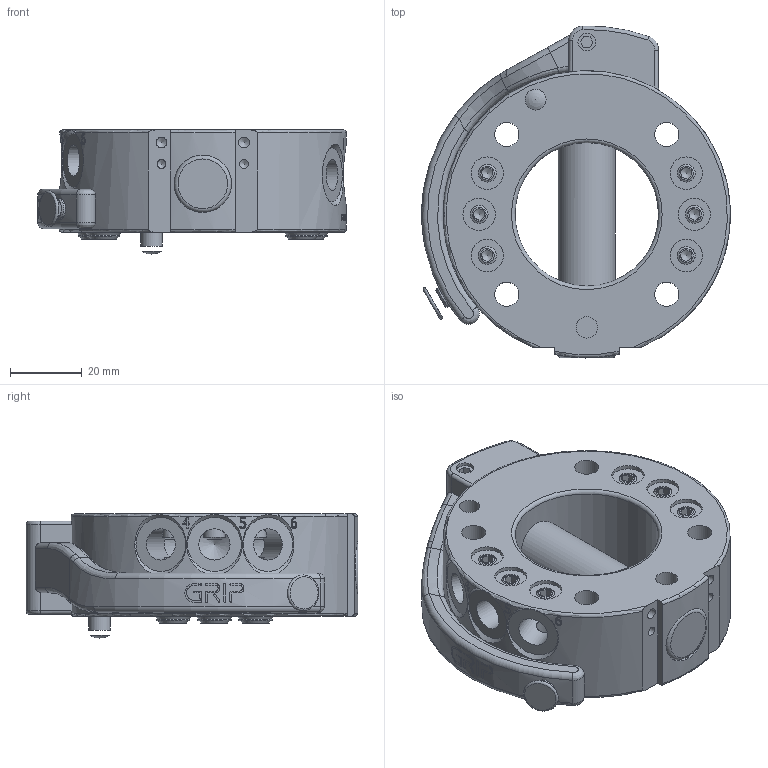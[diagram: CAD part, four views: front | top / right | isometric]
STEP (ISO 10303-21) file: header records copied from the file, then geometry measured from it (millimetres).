
FILE_DESCRIPTION(/* description */ ('','CAx-IF Rec.Pracs.---Representation and Presentation of Product Manufacturing Information (PMI)---4.0---2014-10-13'),/* implementation_level */ '2;1');
FILE_NAME(/* name */ 'G-SHS080-O-K063-6P_Rev.1.01.stp',/* time_stamp */ '2025-05-26T13:17:22+02:00',/* author */ ('mbecker'),/* organization */ (''),/* preprocessor_version */ 'ST-DEVELOPER v20',/* originating_system */ 'Autodesk Inventor 2024',/* authorisation */ '');
FILE_SCHEMA (('AP242_MANAGED_MODEL_BASED_3D_ENGINEERING_MIM_LF { 1 0 10303 442 1 1 4 }'));
Products named in the file (1): G-SHS080-O-K063-6P_Rev.1.01
Bounding box: 86 x 92.49 x 34.6 mm (x, y, z)
Volume: 113596.4 mm3; surface area: 32116.2 mm2
Topology: 1 solids, 3 shells, 785 faces, 2042 edges, 1346 vertices
Faces by surface type: bspline 286, plane 268, cylinder 138, cone 56, torus 35, sphere 2
Full cylindrical faces by diameter (mm): 2.5 x2, 3 x2, 3.5 x1, 4 x5, 4.1 x1, 4.917 x4, 5 x15, 5.2 x6, 5.8 x1, 6 x6, 6.75 x4, 8.7 x6, 9 x6, 9.9 x6, 11 x4, 16 x3, 40 x1
Entity records: 49049 total; most frequent: CARTESIAN_POINT 30941, ORIENTED_EDGE 4046, DIRECTION 2657, EDGE_CURVE 2023, VERTEX_POINT 1346, AXIS2_PLACEMENT_3D 930, EDGE_LOOP 917, LINE 797
